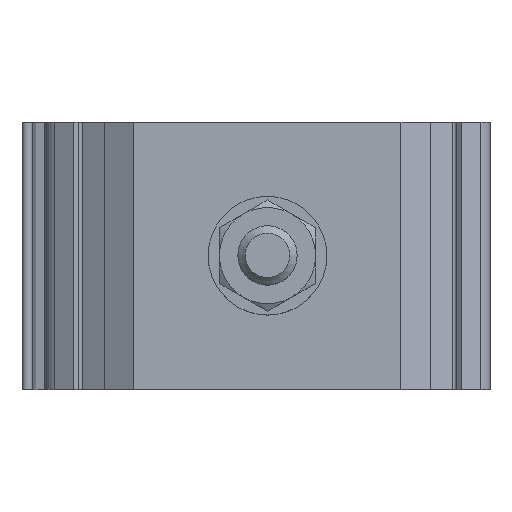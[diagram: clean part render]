
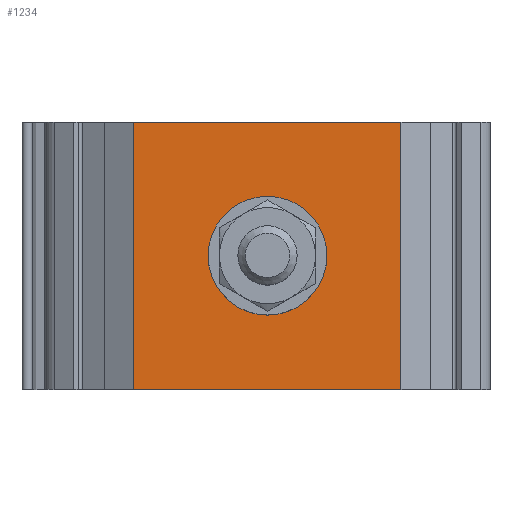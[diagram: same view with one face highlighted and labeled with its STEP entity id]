
A CAD part, top view. The second image highlights one B-rep face of the part: STEP entity #1234.
In plain terms, the highlighted planar face has unit normal (0, 0, 1).
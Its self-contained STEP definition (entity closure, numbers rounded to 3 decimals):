
#26=LINE('',#1884,#150);
#27=LINE('',#1887,#151);
#28=LINE('',#1889,#152);
#29=LINE('',#1891,#153);
#150=VECTOR('',#1479,1000.);
#151=VECTOR('',#1480,1000.);
#152=VECTOR('',#1481,1000.);
#153=VECTOR('',#1482,1000.);
#291=PLANE('',#1328);
#385=ORIENTED_EDGE('',*,*,#717,.T.);
#386=ORIENTED_EDGE('',*,*,#718,.F.);
#387=ORIENTED_EDGE('',*,*,#719,.F.);
#388=ORIENTED_EDGE('',*,*,#720,.T.);
#389=ORIENTED_EDGE('',*,*,#716,.F.);
#716=EDGE_CURVE('',#889,#889,#1000,.T.);
#717=EDGE_CURVE('',#890,#891,#26,.T.);
#718=EDGE_CURVE('',#892,#891,#27,.T.);
#719=EDGE_CURVE('',#893,#892,#28,.T.);
#720=EDGE_CURVE('',#893,#890,#29,.T.);
#889=VERTEX_POINT('',#1882);
#890=VERTEX_POINT('',#1885);
#891=VERTEX_POINT('',#1886);
#892=VERTEX_POINT('',#1888);
#893=VERTEX_POINT('',#1890);
#1000=CIRCLE('',#1327,8.);
#1060=EDGE_LOOP('',(#385,#386,#387,#388));
#1061=EDGE_LOOP('',(#389));
#1142=FACE_BOUND('',#1060,.T.);
#1143=FACE_BOUND('',#1061,.T.);
#1234=ADVANCED_FACE('',(#1142,#1143),#291,.F.);
#1327=AXIS2_PLACEMENT_3D('',#1881,#1475,#1476);
#1328=AXIS2_PLACEMENT_3D('',#1883,#1477,#1478);
#1475=DIRECTION('',(0.,0.,1.));
#1476=DIRECTION('',(0.,1.,0.));
#1477=DIRECTION('',(0.,0.,-1.));
#1478=DIRECTION('',(1.,0.,0.));
#1479=DIRECTION('',(0.,1.,0.));
#1480=DIRECTION('',(1.,0.,0.));
#1481=DIRECTION('',(0.,1.,0.));
#1482=DIRECTION('',(1.,0.,0.));
#1881=CARTESIAN_POINT('',(-25.729,250.,1.218));
#1882=CARTESIAN_POINT('',(-25.729,258.,1.218));
#1883=CARTESIAN_POINT('',(-25.729,250.,1.218));
#1884=CARTESIAN_POINT('',(-7.729,232.,1.218));
#1885=CARTESIAN_POINT('',(-7.729,232.,1.218));
#1886=CARTESIAN_POINT('',(-7.729,268.,1.218));
#1887=CARTESIAN_POINT('',(-43.729,268.,1.218));
#1888=CARTESIAN_POINT('',(-43.729,268.,1.218));
#1889=CARTESIAN_POINT('',(-43.729,232.,1.218));
#1890=CARTESIAN_POINT('',(-43.729,232.,1.218));
#1891=CARTESIAN_POINT('',(-43.729,232.,1.218));
